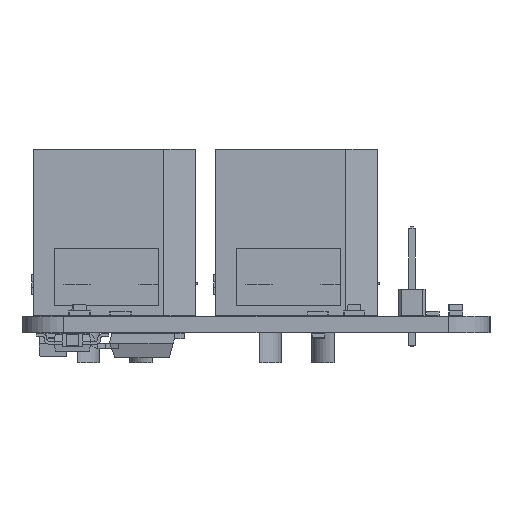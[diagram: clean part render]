
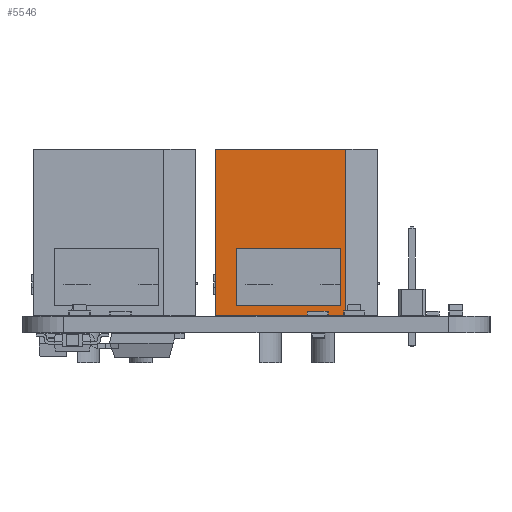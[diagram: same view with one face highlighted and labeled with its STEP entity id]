
A CAD part, left-side view. The second image highlights one B-rep face of the part: STEP entity #5546.
In plain terms, the highlighted face is planar.
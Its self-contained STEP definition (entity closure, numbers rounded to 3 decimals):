
#4179 = EDGE_CURVE('',#4180,#4182,#4184,.T.);
#4180 = VERTEX_POINT('',#4181);
#4181 = CARTESIAN_POINT('',(-0.65,4.05,1.));
#4182 = VERTEX_POINT('',#4183);
#4183 = CARTESIAN_POINT('',(9.35,4.05,1.));
#4184 = LINE('',#4185,#4186);
#4185 = CARTESIAN_POINT('',(5.35,4.05,1.));
#4186 = VECTOR('',#4187,1.);
#4187 = DIRECTION('',(1.,0.,0.));
#4219 = EDGE_CURVE('',#4220,#4180,#4222,.T.);
#4220 = VERTEX_POINT('',#4221);
#4221 = CARTESIAN_POINT('',(-0.65,4.05,6.5));
#4222 = LINE('',#4223,#4224);
#4223 = CARTESIAN_POINT('',(-0.65,4.05,3.25));
#4224 = VECTOR('',#4225,1.);
#4225 = DIRECTION('',(0.,0.,-1.));
#4250 = EDGE_CURVE('',#4251,#4220,#4253,.T.);
#4251 = VERTEX_POINT('',#4252);
#4252 = CARTESIAN_POINT('',(9.35,4.05,6.5));
#4253 = LINE('',#4254,#4255);
#4254 = CARTESIAN_POINT('',(10.35,4.05,6.5));
#4255 = VECTOR('',#4256,1.);
#4256 = DIRECTION('',(-1.,0.,0.));
#4281 = EDGE_CURVE('',#4182,#4251,#4282,.T.);
#4282 = LINE('',#4283,#4284);
#4283 = CARTESIAN_POINT('',(9.35,4.05,0.5));
#4284 = VECTOR('',#4285,1.);
#4285 = DIRECTION('',(0.,0.,1.));
#5520 = VERTEX_POINT('',#5521);
#5521 = CARTESIAN_POINT('',(-1.15,4.05,0.));
#5529 = VERTEX_POINT('',#5530);
#5530 = CARTESIAN_POINT('',(-1.15,4.05,16.));
#5536 = EDGE_CURVE('',#5520,#5529,#5537,.T.);
#5537 = LINE('',#5538,#5539);
#5538 = CARTESIAN_POINT('',(-1.15,4.05,0.));
#5539 = VECTOR('',#5540,1.);
#5540 = DIRECTION('',(0.,0.,1.));
#5546 = ADVANCED_FACE('',(#5547,#5572),#5578,.T.);
#5547 = FACE_BOUND('',#5548,.T.);
#5548 = EDGE_LOOP('',(#5549,#5557,#5558,#5566));
#5549 = ORIENTED_EDGE('',*,*,#5550,.T.);
#5550 = EDGE_CURVE('',#5551,#5520,#5553,.T.);
#5551 = VERTEX_POINT('',#5552);
#5552 = CARTESIAN_POINT('',(11.35,4.05,0.));
#5553 = LINE('',#5554,#5555);
#5554 = CARTESIAN_POINT('',(11.35,4.05,0.));
#5555 = VECTOR('',#5556,1.);
#5556 = DIRECTION('',(-1.,0.,0.));
#5557 = ORIENTED_EDGE('',*,*,#5536,.T.);
#5558 = ORIENTED_EDGE('',*,*,#5559,.F.);
#5559 = EDGE_CURVE('',#5560,#5529,#5562,.T.);
#5560 = VERTEX_POINT('',#5561);
#5561 = CARTESIAN_POINT('',(11.35,4.05,16.));
#5562 = LINE('',#5563,#5564);
#5563 = CARTESIAN_POINT('',(11.35,4.05,16.));
#5564 = VECTOR('',#5565,1.);
#5565 = DIRECTION('',(-1.,0.,0.));
#5566 = ORIENTED_EDGE('',*,*,#5567,.F.);
#5567 = EDGE_CURVE('',#5551,#5560,#5568,.T.);
#5568 = LINE('',#5569,#5570);
#5569 = CARTESIAN_POINT('',(11.35,4.05,0.));
#5570 = VECTOR('',#5571,1.);
#5571 = DIRECTION('',(0.,0.,1.));
#5572 = FACE_BOUND('',#5573,.T.);
#5573 = EDGE_LOOP('',(#5574,#5575,#5576,#5577));
#5574 = ORIENTED_EDGE('',*,*,#4179,.T.);
#5575 = ORIENTED_EDGE('',*,*,#4281,.T.);
#5576 = ORIENTED_EDGE('',*,*,#4250,.T.);
#5577 = ORIENTED_EDGE('',*,*,#4219,.T.);
#5578 = PLANE('',#5579);
#5579 = AXIS2_PLACEMENT_3D('',#5580,#5581,#5582);
#5580 = CARTESIAN_POINT('',(11.35,4.05,0.));
#5581 = DIRECTION('',(0.,1.,0.));
#5582 = DIRECTION('',(-1.,0.,0.));
